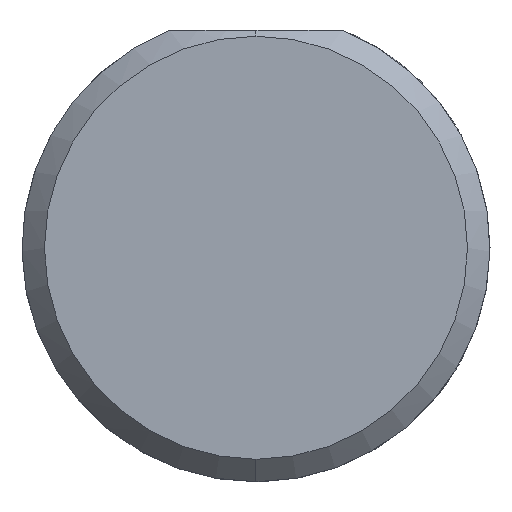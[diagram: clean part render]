
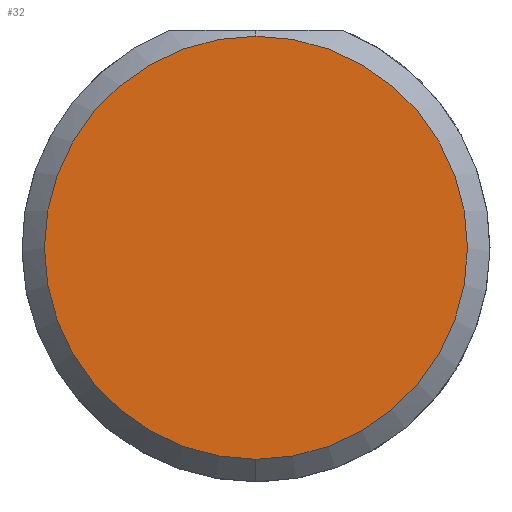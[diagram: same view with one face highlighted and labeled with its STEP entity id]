
A CAD part, left-side view. The second image highlights one B-rep face of the part: STEP entity #32.
In plain terms, the highlighted planar face has unit normal (-1, 0, 0).
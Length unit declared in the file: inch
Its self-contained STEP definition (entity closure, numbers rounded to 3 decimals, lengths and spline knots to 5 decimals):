
#11 = FACE_OUTER_BOUND ( 'NONE', #887, .T. ) ;
#24 = CARTESIAN_POINT ( 'NONE',  ( 0., 0., 0.1411 ) ) ;
#26 = DIRECTION ( 'NONE',  ( 0., 0., -1. ) ) ;
#32 = ADVANCED_FACE ( 'NONE', ( #11 ), #239, .F. ) ;
#94 = CARTESIAN_POINT ( 'NONE',  ( 0., 0., 0. ) ) ;
#96 = AXIS2_PLACEMENT_3D ( 'NONE', #94, #406, #479 ) ;
#98 = ORIENTED_EDGE ( 'NONE', *, *, #593, .T. ) ;
#130 = AXIS2_PLACEMENT_3D ( 'NONE', #898, #518, #588 ) ;
#154 = DIRECTION ( 'NONE',  ( 1., 0., 0. ) ) ;
#239 = PLANE ( 'NONE',  #556 ) ;
#330 = CARTESIAN_POINT ( 'NONE',  ( 0., 0., -0.1411 ) ) ;
#406 = DIRECTION ( 'NONE',  ( -1., 0., 0. ) ) ;
#428 = EDGE_CURVE ( 'NONE', #859, #942, #915, .T. ) ;
#449 = CARTESIAN_POINT ( 'NONE',  ( 0., 0., 0. ) ) ;
#469 = CIRCLE ( 'NONE', #96, 0.1411 ) ;
#479 = DIRECTION ( 'NONE',  ( 0., 0., -1. ) ) ;
#518 = DIRECTION ( 'NONE',  ( -1., 0., 0. ) ) ;
#556 = AXIS2_PLACEMENT_3D ( 'NONE', #449, #154, #26 ) ;
#588 = DIRECTION ( 'NONE',  ( 0., 0., -1. ) ) ;
#593 = EDGE_CURVE ( 'NONE', #942, #859, #469, .T. ) ;
#859 = VERTEX_POINT ( 'NONE', #330 ) ;
#887 = EDGE_LOOP ( 'NONE', ( #946, #98 ) ) ;
#898 = CARTESIAN_POINT ( 'NONE',  ( 0., 0., 0. ) ) ;
#915 = CIRCLE ( 'NONE', #130, 0.1411 ) ;
#942 = VERTEX_POINT ( 'NONE', #24 ) ;
#946 = ORIENTED_EDGE ( 'NONE', *, *, #428, .T. ) ;
